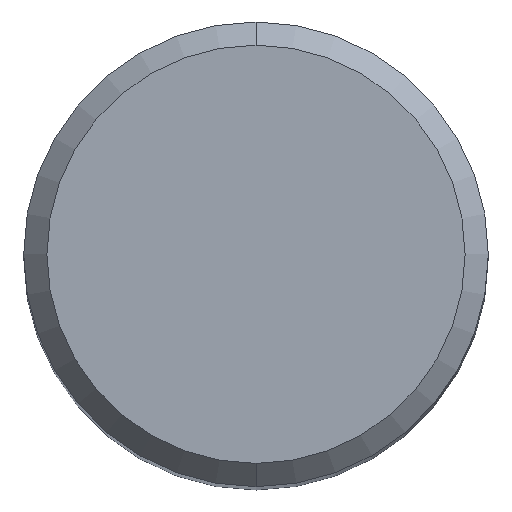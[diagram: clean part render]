
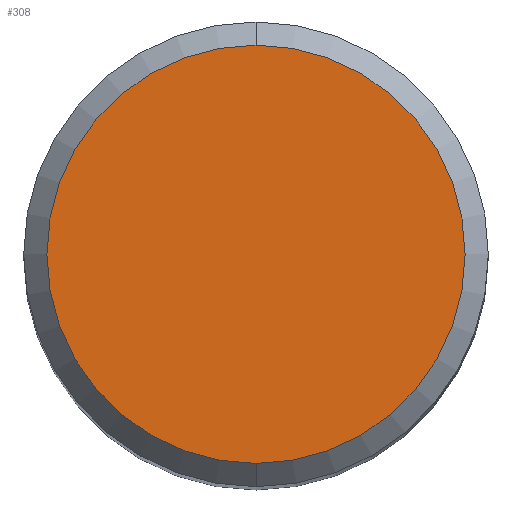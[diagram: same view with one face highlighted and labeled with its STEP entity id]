
A CAD part, top view. The second image highlights one B-rep face of the part: STEP entity #308.
In plain terms, the highlighted planar face has unit normal (0, 0, 1).
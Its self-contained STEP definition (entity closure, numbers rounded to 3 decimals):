
#186=EDGE_CURVE('',#370,#394,#487,.T.);
#308=ADVANCED_FACE('',(#623),#624,.T.);
#326=EDGE_CURVE('',#394,#370,#644,.T.);
#370=VERTEX_POINT('',#695);
#394=VERTEX_POINT('',#723);
#487=CIRCLE('',#847,7.2);
#623=FACE_OUTER_BOUND('',#1162,.T.);
#624=PLANE('',#1163);
#644=CIRCLE('',#1216,7.2);
#695=CARTESIAN_POINT('',(0.0,7.2,0.0));
#723=CARTESIAN_POINT('',(0.,-7.2,0.0));
#847=AXIS2_PLACEMENT_3D('',#1490,#1491,#1492);
#1162=EDGE_LOOP('',(#1653,#1654));
#1163=AXIS2_PLACEMENT_3D('',#1655,#1656,#1657);
#1216=AXIS2_PLACEMENT_3D('',#1679,#1680,#1681);
#1490=CARTESIAN_POINT('',(0.0,0.0,0.0));
#1491=DIRECTION('',(0.0,0.0,-1.0));
#1492=DIRECTION('',(0.0,1.0,0.0));
#1653=ORIENTED_EDGE('',*,*,#186,.F.);
#1654=ORIENTED_EDGE('',*,*,#326,.F.);
#1655=CARTESIAN_POINT('',(0.0,3.6,0.0));
#1656=DIRECTION('',(-0.0,0.0,1.0));
#1657=DIRECTION('',(0.0,-1.0,0.0));
#1679=CARTESIAN_POINT('',(0.0,0.0,0.0));
#1680=DIRECTION('',(0.0,0.0,-1.0));
#1681=DIRECTION('',(0.0,1.0,0.0));
